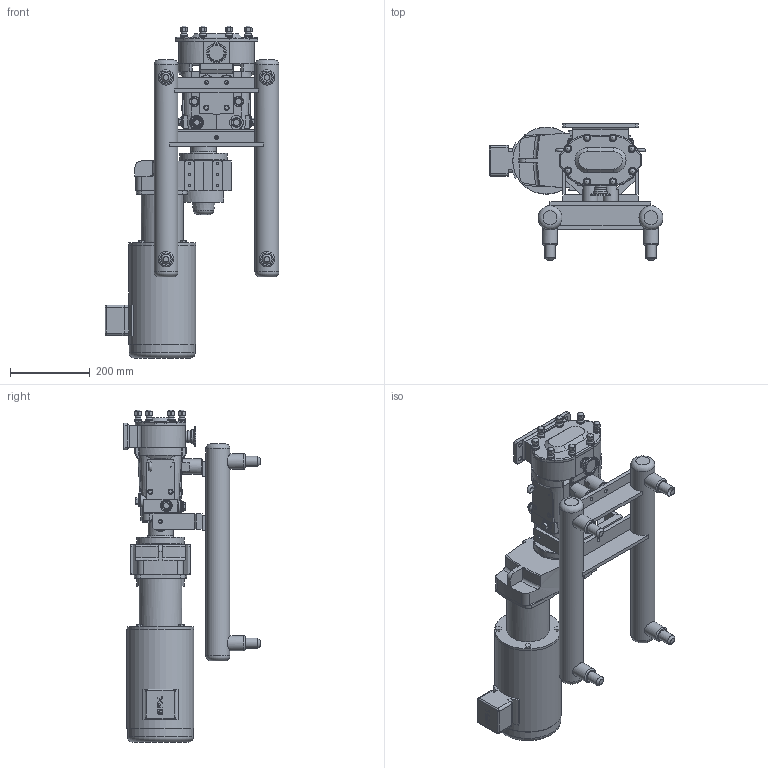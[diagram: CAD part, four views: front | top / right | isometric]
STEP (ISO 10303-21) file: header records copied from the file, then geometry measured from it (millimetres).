
FILE_DESCRIPTION(/* description */ (''),/* implementation_level */ '2;1');
FILE_NAME(/* name */ 'U3_014U3_145TC_(1.53 x 4.77)x1.5_S-Line_2HP_SIDE_SM.stp',/* time_stamp */ '2021-05-24T18:47:45+05:00',/* author */ ('trtmhr'),/* organization */ (''),/* preprocessor_version */ 'ST-DEVELOPER v18.1',/* originating_system */ 'Autodesk Inventor 2020',/* authorisation */ '');
FILE_SCHEMA (('AUTOMOTIVE_DESIGN { 1 0 10303 214 3 1 1 }'));
Length unit declared in the file: inch
Products named in the file (1): U3_014U3_145TC_(1.53 x 4.77)x1.5_S-Line_2HP_SIDE_SM
Bounding box: 437.53 x 342.79 x 835.05 mm (x, y, z)
Volume: 19855236.1 mm3; surface area: 1045009.4 mm2
Topology: 5 solids, 5 shells, 1091 faces, 2974 edges, 1970 vertices
Faces by surface type: plane 559, cylinder 338, torus 67, cone 67, bspline 52, sphere 8
Full cylindrical faces by diameter (mm): 2.54 x3, 6.35 x12, 6.528 x4, 7.62 x2, 7.798 x1, 9.525 x3, 9.652 x2, 10.312 x4, 14.275 x8, 15.24 x1, 19.05 x8, 23.876 x3, 25.4 x11, 29.21 x2, 29.362 x2, 30.378 x1, 31.75 x3, 35.052 x2, 35.712 x1, 38.1 x7, 50.495 x1, 63.5 x1, 107.01 x1, 119.888 x1, 119.99 x1, 166.116 x1, 167.996 x1, 168.402 x1
Entity records: 36521 total; most frequent: CARTESIAN_POINT 8514, ORIENTED_EDGE 5924, DIRECTION 5851, EDGE_CURVE 2962, AXIS2_PLACEMENT_3D 2177, VERTEX_POINT 1970, LINE 1497, VECTOR 1497
